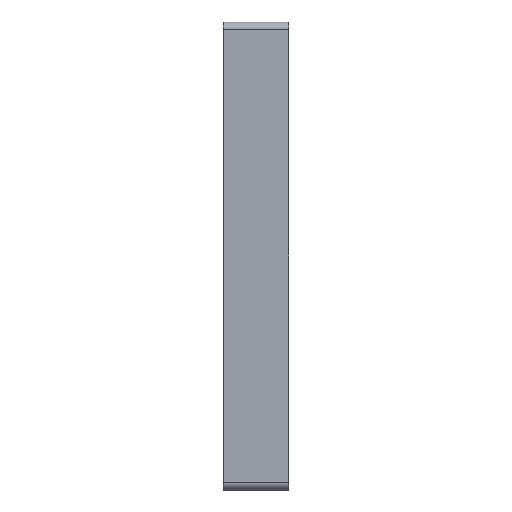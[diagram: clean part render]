
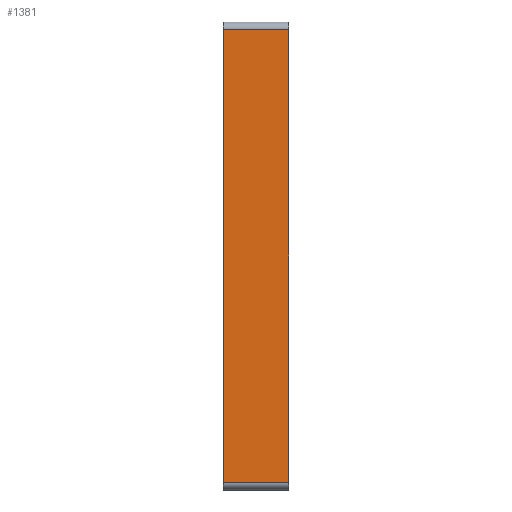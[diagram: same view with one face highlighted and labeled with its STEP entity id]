
A CAD part, left-side view. The second image highlights one B-rep face of the part: STEP entity #1381.
In plain terms, the highlighted planar face has unit normal (-1, 0, 0).
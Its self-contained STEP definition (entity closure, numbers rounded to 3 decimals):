
#125 = CARTESIAN_POINT ( 'NONE',  ( -150., 2., 145. ) ) ;
#145 = VECTOR ( 'NONE', #555, 1000. ) ;
#182 = EDGE_CURVE ( 'NONE', #303, #1999, #1281, .T. ) ;
#243 = CARTESIAN_POINT ( 'NONE',  ( -150., 2., 0. ) ) ;
#255 = ORIENTED_EDGE ( 'NONE', *, *, #182, .T. ) ;
#303 = VERTEX_POINT ( 'NONE', #1562 ) ;
#429 = DIRECTION ( 'NONE',  ( -1., 0., 0. ) ) ;
#443 = PLANE ( 'NONE',  #1156 ) ;
#539 = LINE ( 'NONE', #2356, #1369 ) ;
#555 = DIRECTION ( 'NONE',  ( 0., -1., 0. ) ) ;
#665 = EDGE_CURVE ( 'NONE', #1476, #303, #539, .T. ) ;
#752 = EDGE_CURVE ( 'NONE', #1476, #2436, #1589, .T. ) ;
#781 = CARTESIAN_POINT ( 'NONE',  ( -150., 0., -145. ) ) ;
#845 = VECTOR ( 'NONE', #1697, 1000. ) ;
#864 = DIRECTION ( 'NONE',  ( 0., 0., 1. ) ) ;
#1080 = CARTESIAN_POINT ( 'NONE',  ( -150., 0., 0. ) ) ;
#1156 = AXIS2_PLACEMENT_3D ( 'NONE', #243, #429, #864 ) ;
#1281 = LINE ( 'NONE', #2102, #845 ) ;
#1369 = VECTOR ( 'NONE', #2181, 1000. ) ;
#1381 = ADVANCED_FACE ( 'NONE', ( #2485 ), #443, .T. ) ;
#1386 = ORIENTED_EDGE ( 'NONE', *, *, #2151, .F. ) ;
#1392 = CARTESIAN_POINT ( 'NONE',  ( -150., 42., 145. ) ) ;
#1445 = CARTESIAN_POINT ( 'NONE',  ( -150., 0., 145. ) ) ;
#1476 = VERTEX_POINT ( 'NONE', #1392 ) ;
#1505 = DIRECTION ( 'NONE',  ( 0., 0., -1. ) ) ;
#1513 = LINE ( 'NONE', #1080, #2277 ) ;
#1562 = CARTESIAN_POINT ( 'NONE',  ( -150., 42., -145. ) ) ;
#1589 = LINE ( 'NONE', #125, #145 ) ;
#1697 = DIRECTION ( 'NONE',  ( 0., -1., 0. ) ) ;
#1999 = VERTEX_POINT ( 'NONE', #781 ) ;
#2102 = CARTESIAN_POINT ( 'NONE',  ( -150., 2., -145. ) ) ;
#2151 = EDGE_CURVE ( 'NONE', #2436, #1999, #1513, .T. ) ;
#2172 = ORIENTED_EDGE ( 'NONE', *, *, #752, .F. ) ;
#2181 = DIRECTION ( 'NONE',  ( 0., 0., -1. ) ) ;
#2264 = ORIENTED_EDGE ( 'NONE', *, *, #665, .T. ) ;
#2277 = VECTOR ( 'NONE', #1505, 1000. ) ;
#2356 = CARTESIAN_POINT ( 'NONE',  ( -150., 42., 0. ) ) ;
#2436 = VERTEX_POINT ( 'NONE', #1445 ) ;
#2485 = FACE_OUTER_BOUND ( 'NONE', #2584, .T. ) ;
#2584 = EDGE_LOOP ( 'NONE', ( #1386, #2172, #2264, #255 ) ) ;
